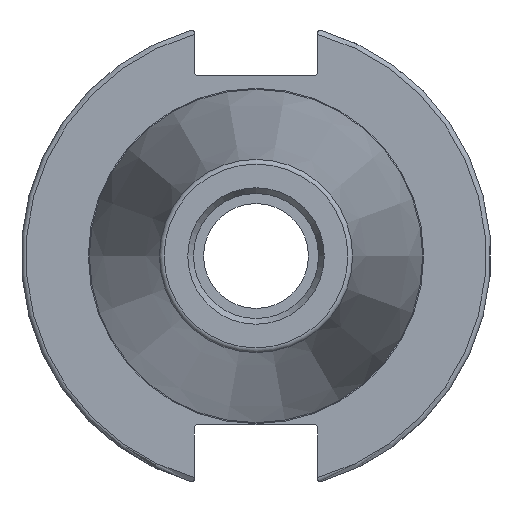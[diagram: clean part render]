
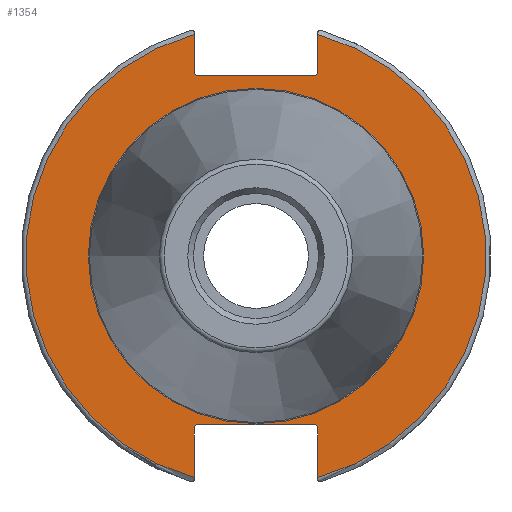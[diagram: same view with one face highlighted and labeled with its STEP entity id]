
A CAD part, left-side view. The second image highlights one B-rep face of the part: STEP entity #1354.
In plain terms, the highlighted planar face has unit normal (-1, 0, 0).
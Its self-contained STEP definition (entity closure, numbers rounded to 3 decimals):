
#284=FACE_BOUND('',#434,.T.);
#297=PLANE('',#1543);
#358=FACE_OUTER_BOUND('',#433,.T.);
#433=EDGE_LOOP('',(#1041,#1042,#1043,#1044,#1045,#1046,#1047,#1048,#1049,
#1050,#1051,#1052));
#434=EDGE_LOOP('',(#1053));
#505=LINE('',#2145,#581);
#506=LINE('',#2147,#582);
#507=LINE('',#2149,#583);
#508=LINE('',#2151,#584);
#509=LINE('',#2153,#585);
#510=LINE('',#2157,#586);
#511=LINE('',#2159,#587);
#512=LINE('',#2161,#588);
#513=LINE('',#2163,#589);
#514=LINE('',#2164,#590);
#581=VECTOR('',#1755,10.);
#582=VECTOR('',#1756,10.);
#583=VECTOR('',#1757,10.);
#584=VECTOR('',#1758,10.);
#585=VECTOR('',#1759,10.);
#586=VECTOR('',#1762,10.);
#587=VECTOR('',#1763,10.);
#588=VECTOR('',#1764,10.);
#589=VECTOR('',#1765,10.);
#590=VECTOR('',#1766,10.);
#666=CIRCLE('',#1541,35.125);
#668=CIRCLE('',#1544,48.213);
#669=CIRCLE('',#1545,48.213);
#730=VERTEX_POINT('',#2136);
#731=VERTEX_POINT('',#2141);
#732=VERTEX_POINT('',#2142);
#733=VERTEX_POINT('',#2144);
#734=VERTEX_POINT('',#2146);
#735=VERTEX_POINT('',#2148);
#736=VERTEX_POINT('',#2150);
#737=VERTEX_POINT('',#2152);
#738=VERTEX_POINT('',#2154);
#739=VERTEX_POINT('',#2156);
#740=VERTEX_POINT('',#2158);
#741=VERTEX_POINT('',#2160);
#742=VERTEX_POINT('',#2162);
#849=EDGE_CURVE('',#730,#730,#666,.T.);
#851=EDGE_CURVE('',#731,#732,#668,.T.);
#852=EDGE_CURVE('',#731,#733,#505,.T.);
#853=EDGE_CURVE('',#734,#733,#506,.T.);
#854=EDGE_CURVE('',#734,#735,#507,.T.);
#855=EDGE_CURVE('',#736,#735,#508,.T.);
#856=EDGE_CURVE('',#736,#737,#509,.T.);
#857=EDGE_CURVE('',#738,#737,#669,.T.);
#858=EDGE_CURVE('',#738,#739,#510,.T.);
#859=EDGE_CURVE('',#740,#739,#511,.T.);
#860=EDGE_CURVE('',#740,#741,#512,.T.);
#861=EDGE_CURVE('',#742,#741,#513,.T.);
#862=EDGE_CURVE('',#742,#732,#514,.T.);
#1041=ORIENTED_EDGE('',*,*,#851,.F.);
#1042=ORIENTED_EDGE('',*,*,#852,.T.);
#1043=ORIENTED_EDGE('',*,*,#853,.F.);
#1044=ORIENTED_EDGE('',*,*,#854,.T.);
#1045=ORIENTED_EDGE('',*,*,#855,.F.);
#1046=ORIENTED_EDGE('',*,*,#856,.T.);
#1047=ORIENTED_EDGE('',*,*,#857,.F.);
#1048=ORIENTED_EDGE('',*,*,#858,.T.);
#1049=ORIENTED_EDGE('',*,*,#859,.F.);
#1050=ORIENTED_EDGE('',*,*,#860,.T.);
#1051=ORIENTED_EDGE('',*,*,#861,.F.);
#1052=ORIENTED_EDGE('',*,*,#862,.T.);
#1053=ORIENTED_EDGE('',*,*,#849,.F.);
#1354=ADVANCED_FACE('',(#358,#284),#297,.T.);
#1541=AXIS2_PLACEMENT_3D('',#2138,#1747,#1748);
#1543=AXIS2_PLACEMENT_3D('',#2140,#1751,#1752);
#1544=AXIS2_PLACEMENT_3D('',#2143,#1753,#1754);
#1545=AXIS2_PLACEMENT_3D('',#2155,#1760,#1761);
#1747=DIRECTION('center_axis',(-1.,0.,0.));
#1748=DIRECTION('ref_axis',(0.,-1.,0.));
#1751=DIRECTION('center_axis',(-1.,0.,0.));
#1752=DIRECTION('ref_axis',(0.,0.,1.));
#1753=DIRECTION('center_axis',(1.,0.,0.));
#1754=DIRECTION('ref_axis',(0.,-1.,0.));
#1755=DIRECTION('',(0.,0.,-1.));
#1756=DIRECTION('',(0.,-0.707,0.707));
#1757=DIRECTION('',(0.,1.,0.));
#1758=DIRECTION('',(0.,-0.707,-0.707));
#1759=DIRECTION('',(0.,0.,1.));
#1760=DIRECTION('center_axis',(1.,0.,0.));
#1761=DIRECTION('ref_axis',(0.,1.,0.));
#1762=DIRECTION('',(0.,0.,1.));
#1763=DIRECTION('',(0.,0.707,-0.707));
#1764=DIRECTION('',(0.,-1.,0.));
#1765=DIRECTION('',(0.,0.707,0.707));
#1766=DIRECTION('',(0.,0.,-1.));
#2136=CARTESIAN_POINT('',(3.175,0.,35.125));
#2138=CARTESIAN_POINT('Origin',(3.175,0.,0.));
#2140=CARTESIAN_POINT('Origin',(3.175,49.213,0.));
#2141=CARTESIAN_POINT('',(3.175,-12.95,46.441));
#2142=CARTESIAN_POINT('',(3.175,-12.95,-46.441));
#2143=CARTESIAN_POINT('Origin',(3.175,0.,0.));
#2144=CARTESIAN_POINT('',(3.175,-12.95,38.219));
#2145=CARTESIAN_POINT('',(3.175,-12.95,18.86));
#2146=CARTESIAN_POINT('',(3.175,-12.45,37.719));
#2147=CARTESIAN_POINT('',(3.175,12.27,12.999));
#2148=CARTESIAN_POINT('',(3.175,12.45,37.719));
#2149=CARTESIAN_POINT('',(3.175,24.606,37.719));
#2150=CARTESIAN_POINT('',(3.175,12.95,38.219));
#2151=CARTESIAN_POINT('',(3.175,12.336,37.605));
#2152=CARTESIAN_POINT('',(3.175,12.95,46.441));
#2153=CARTESIAN_POINT('',(3.175,12.95,18.86));
#2154=CARTESIAN_POINT('',(3.175,12.95,-46.441));
#2155=CARTESIAN_POINT('Origin',(3.175,0.,0.));
#2156=CARTESIAN_POINT('',(3.175,12.95,-35.806));
#2157=CARTESIAN_POINT('',(3.175,12.95,-17.653));
#2158=CARTESIAN_POINT('',(3.175,12.45,-35.306));
#2159=CARTESIAN_POINT('',(3.175,12.939,-35.795));
#2160=CARTESIAN_POINT('',(3.175,-12.45,-35.306));
#2161=CARTESIAN_POINT('',(3.175,24.606,-35.306));
#2162=CARTESIAN_POINT('',(3.175,-12.95,-35.806));
#2163=CARTESIAN_POINT('',(3.175,11.667,-11.189));
#2164=CARTESIAN_POINT('',(3.175,-12.95,-17.653));
